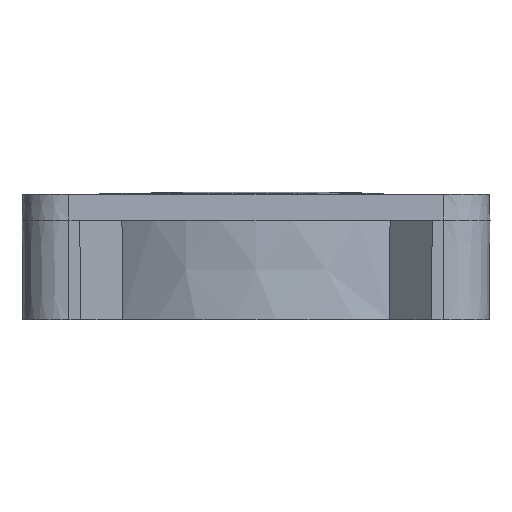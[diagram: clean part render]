
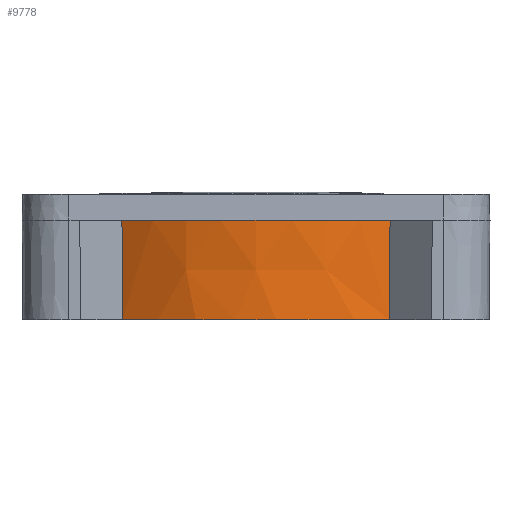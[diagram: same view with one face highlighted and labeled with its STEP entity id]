
A CAD part, left-side view. The second image highlights one B-rep face of the part: STEP entity #9778.
In plain terms, the highlighted conical face has half-angle 0.5 degrees and reference radius 20.05 mm.
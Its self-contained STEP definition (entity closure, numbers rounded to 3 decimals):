
#1188 = CARTESIAN_POINT ( 'NONE',  ( -48.208, -43.258, -5.699 ) ) ;
#1251 = CARTESIAN_POINT ( 'NONE',  ( -48.244, -43.294, 0. ) ) ;
#1291 = B_SPLINE_CURVE_WITH_KNOTS ( 'NONE', 3,
 ( #13051, #3371, #17928, #8260 ),
 .UNSPECIFIED., .F., .F.,
 ( 4, 4 ),
 ( 0., 1. ),
 .UNSPECIFIED. ) ;
#2274 = CARTESIAN_POINT ( 'NONE',  ( -31.809, -31.809, 0. ) ) ;
#3096 = ORIENTED_EDGE ( 'NONE', *, *, #12868, .F. ) ;
#3200 = FACE_OUTER_BOUND ( 'NONE', #5291, .T. ) ;
#3371 = CARTESIAN_POINT ( 'NONE',  ( -48.208, -20.36, -5.699 ) ) ;
#3680 = CIRCLE ( 'NONE', #6559, 20.05 ) ;
#4292 = EDGE_CURVE ( 'NONE', #18546, #16415, #20084, .T. ) ;
#4406 = CARTESIAN_POINT ( 'NONE',  ( -48.226, -43.276, -2.849 ) ) ;
#4845 = VERTEX_POINT ( 'NONE', #9342 ) ;
#5048 = DIRECTION ( 'NONE',  ( 0., 0., -1. ) ) ;
#5291 = EDGE_LOOP ( 'NONE', ( #16662, #17600, #3096, #17497, #7241 ) ) ;
#5620 = AXIS2_PLACEMENT_3D ( 'NONE', #2274, #11952, #8692 ) ;
#6033 = CARTESIAN_POINT ( 'NONE',  ( -31.809, -31.809, 0. ) ) ;
#6559 = AXIS2_PLACEMENT_3D ( 'NONE', #6033, #17304, #7652 ) ;
#7241 = ORIENTED_EDGE ( 'NONE', *, *, #4292, .T. ) ;
#7422 = CARTESIAN_POINT ( 'NONE',  ( -48.19, -20.378, -8.549 ) ) ;
#7652 = DIRECTION ( 'NONE',  ( 1., 0., 0. ) ) ;
#7894 = DIRECTION ( 'NONE',  ( 0., 0., -1. ) ) ;
#8260 = CARTESIAN_POINT ( 'NONE',  ( -48.244, -20.324, 0. ) ) ;
#8420 = CARTESIAN_POINT ( 'NONE',  ( -48.19, -43.241, -8.549 ) ) ;
#8692 = DIRECTION ( 'NONE',  ( 1., 0., 0. ) ) ;
#9283 = CARTESIAN_POINT ( 'NONE',  ( -48.244, -43.294, 0. ) ) ;
#9342 = CARTESIAN_POINT ( 'NONE',  ( -51.859, -31.809, 0. ) ) ;
#9778 = ADVANCED_FACE ( 'NONE', ( #3200 ), #19370, .T. ) ;
#9873 = VERTEX_POINT ( 'NONE', #7422 ) ;
#9921 = EDGE_CURVE ( 'NONE', #18546, #9873, #18856, .T. ) ;
#9954 = AXIS2_PLACEMENT_3D ( 'NONE', #17548, #7894, #19175 ) ;
#10170 = CIRCLE ( 'NONE', #13224, 20.05 ) ;
#11952 = DIRECTION ( 'NONE',  ( 0., 0., 1. ) ) ;
#12868 = EDGE_CURVE ( 'NONE', #9873, #16647, #1291, .T. ) ;
#13051 = CARTESIAN_POINT ( 'NONE',  ( -48.19, -20.378, -8.549 ) ) ;
#13224 = AXIS2_PLACEMENT_3D ( 'NONE', #14706, #5048, #16339 ) ;
#14423 = EDGE_CURVE ( 'NONE', #16415, #4845, #10170, .T. ) ;
#14706 = CARTESIAN_POINT ( 'NONE',  ( -31.809, -31.809, 0. ) ) ;
#14715 = CARTESIAN_POINT ( 'NONE',  ( -48.244, -20.324, 0. ) ) ;
#16339 = DIRECTION ( 'NONE',  ( 1., 0., 0. ) ) ;
#16415 = VERTEX_POINT ( 'NONE', #1251 ) ;
#16647 = VERTEX_POINT ( 'NONE', #14715 ) ;
#16662 = ORIENTED_EDGE ( 'NONE', *, *, #14423, .T. ) ;
#17304 = DIRECTION ( 'NONE',  ( 0., 0., -1. ) ) ;
#17497 = ORIENTED_EDGE ( 'NONE', *, *, #9921, .F. ) ;
#17548 = CARTESIAN_POINT ( 'NONE',  ( -31.809, -31.809, -8.549 ) ) ;
#17600 = ORIENTED_EDGE ( 'NONE', *, *, #19230, .T. ) ;
#17928 = CARTESIAN_POINT ( 'NONE',  ( -48.226, -20.342, -2.849 ) ) ;
#18546 = VERTEX_POINT ( 'NONE', #8420 ) ;
#18856 = CIRCLE ( 'NONE', #9954, 19.975 ) ;
#18947 = CARTESIAN_POINT ( 'NONE',  ( -48.19, -43.241, -8.549 ) ) ;
#19175 = DIRECTION ( 'NONE',  ( 1., 0., 0. ) ) ;
#19230 = EDGE_CURVE ( 'NONE', #4845, #16647, #3680, .T. ) ;
#19370 = CONICAL_SURFACE ( 'NONE', #5620, 20.05, 0.009 ) ;
#20084 = B_SPLINE_CURVE_WITH_KNOTS ( 'NONE', 3,
 ( #18947, #1188, #4406, #9283 ),
 .UNSPECIFIED., .F., .F.,
 ( 4, 4 ),
 ( 0., 1. ),
 .UNSPECIFIED. ) ;
